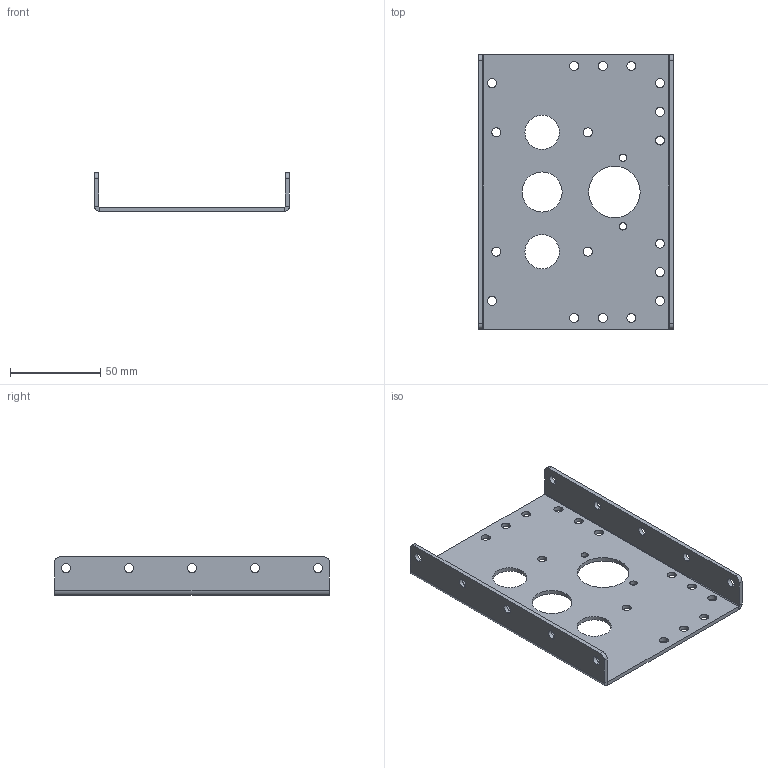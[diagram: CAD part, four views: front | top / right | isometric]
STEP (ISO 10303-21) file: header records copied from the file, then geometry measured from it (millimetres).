
FILE_DESCRIPTION (( 'STEP AP203' ), '1' );
FILE_NAME ('am-0004 AMS Outside Plate REV5.STEP', '2018-05-11T13:58:16', ( '' ), ( '' ), 'SwSTEP 2.0', 'SolidWorks 2017', '' );
FILE_SCHEMA (( 'CONFIG_CONTROL_DESIGN' ));
Length unit declared in the file: inch
Products named in the file (1): am-0004 AMS Outside Plate REV5
Bounding box: 107.95 x 152.4 x 21.34 mm (x, y, z)
Volume: 45417.8 mm3; surface area: 42789.7 mm2
Topology: 1 solids, 1 shells, 94 faces, 260 edges, 168 vertices
Faces by surface type: cylinder 76, plane 18
Entity records: 3283 total; most frequent: DIRECTION 602, CARTESIAN_POINT 523, ORIENTED_EDGE 520, EDGE_CURVE 260, AXIS2_PLACEMENT_3D 247, VERTEX_POINT 168, EDGE_LOOP 162, CIRCLE 152
